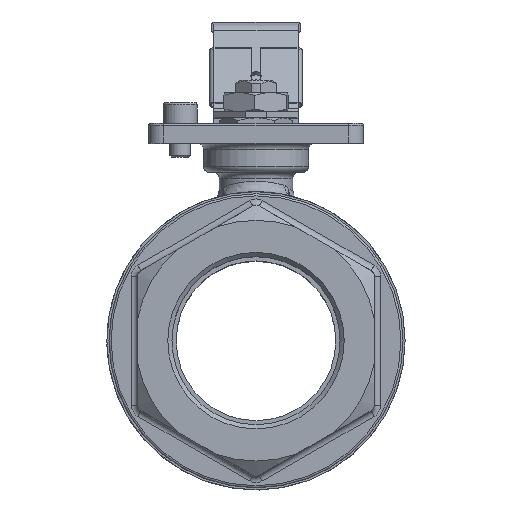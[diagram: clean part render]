
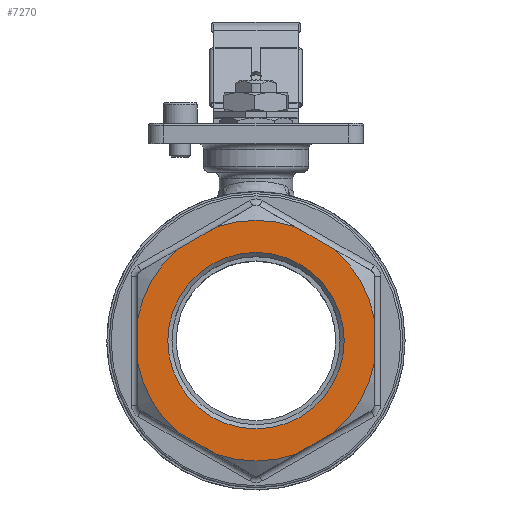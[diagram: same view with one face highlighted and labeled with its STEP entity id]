
A CAD part, top view. The second image highlights one B-rep face of the part: STEP entity #7270.
In plain terms, the highlighted planar face has unit normal (0, 0, 1).
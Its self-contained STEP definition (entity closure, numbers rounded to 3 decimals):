
#207=PLANE('',#7892);
#436=FACE_BOUND('',#1114,.T.);
#685=FACE_OUTER_BOUND('',#1113,.T.);
#1113=EDGE_LOOP('',(#5101,#5102,#5103,#5104,#5105,#5106,#5107,#5108,#5109,
#5110,#5111,#5112));
#1114=EDGE_LOOP('',(#5113));
#1544=CIRCLE('',#7888,42.);
#1547=CIRCLE('',#7893,57.297);
#1548=CIRCLE('',#7894,57.297);
#1549=CIRCLE('',#7895,57.297);
#1550=CIRCLE('',#7896,57.297);
#1551=CIRCLE('',#7897,57.297);
#1552=CIRCLE('',#7898,57.297);
#1891=LINE('',#12182,#2460);
#1892=LINE('',#12186,#2461);
#1893=LINE('',#12190,#2462);
#1894=LINE('',#12194,#2463);
#1895=LINE('',#12198,#2464);
#1896=LINE('',#12201,#2465);
#2460=VECTOR('',#8814,10.);
#2461=VECTOR('',#8817,10.);
#2462=VECTOR('',#8820,10.);
#2463=VECTOR('',#8823,10.);
#2464=VECTOR('',#8826,10.);
#2465=VECTOR('',#8829,10.);
#3083=VERTEX_POINT('',#12168);
#3086=VERTEX_POINT('',#12178);
#3087=VERTEX_POINT('',#12179);
#3088=VERTEX_POINT('',#12181);
#3089=VERTEX_POINT('',#12183);
#3090=VERTEX_POINT('',#12185);
#3091=VERTEX_POINT('',#12187);
#3092=VERTEX_POINT('',#12189);
#3093=VERTEX_POINT('',#12191);
#3094=VERTEX_POINT('',#12193);
#3095=VERTEX_POINT('',#12195);
#3096=VERTEX_POINT('',#12197);
#3097=VERTEX_POINT('',#12199);
#3818=EDGE_CURVE('',#3083,#3083,#1544,.T.);
#3823=EDGE_CURVE('',#3086,#3087,#1547,.T.);
#3824=EDGE_CURVE('',#3087,#3088,#1891,.T.);
#3825=EDGE_CURVE('',#3088,#3089,#1548,.T.);
#3826=EDGE_CURVE('',#3089,#3090,#1892,.T.);
#3827=EDGE_CURVE('',#3090,#3091,#1549,.T.);
#3828=EDGE_CURVE('',#3091,#3092,#1893,.T.);
#3829=EDGE_CURVE('',#3092,#3093,#1550,.T.);
#3830=EDGE_CURVE('',#3093,#3094,#1894,.T.);
#3831=EDGE_CURVE('',#3094,#3095,#1551,.T.);
#3832=EDGE_CURVE('',#3095,#3096,#1895,.T.);
#3833=EDGE_CURVE('',#3096,#3097,#1552,.T.);
#3834=EDGE_CURVE('',#3097,#3086,#1896,.T.);
#5101=ORIENTED_EDGE('',*,*,#3823,.T.);
#5102=ORIENTED_EDGE('',*,*,#3824,.T.);
#5103=ORIENTED_EDGE('',*,*,#3825,.T.);
#5104=ORIENTED_EDGE('',*,*,#3826,.T.);
#5105=ORIENTED_EDGE('',*,*,#3827,.T.);
#5106=ORIENTED_EDGE('',*,*,#3828,.T.);
#5107=ORIENTED_EDGE('',*,*,#3829,.T.);
#5108=ORIENTED_EDGE('',*,*,#3830,.T.);
#5109=ORIENTED_EDGE('',*,*,#3831,.T.);
#5110=ORIENTED_EDGE('',*,*,#3832,.T.);
#5111=ORIENTED_EDGE('',*,*,#3833,.T.);
#5112=ORIENTED_EDGE('',*,*,#3834,.T.);
#5113=ORIENTED_EDGE('',*,*,#3818,.F.);
#7270=ADVANCED_FACE('',(#685,#436),#207,.T.);
#7888=AXIS2_PLACEMENT_3D('',#12169,#8800,#8801);
#7892=AXIS2_PLACEMENT_3D('',#12177,#8810,#8811);
#7893=AXIS2_PLACEMENT_3D('',#12180,#8812,#8813);
#7894=AXIS2_PLACEMENT_3D('',#12184,#8815,#8816);
#7895=AXIS2_PLACEMENT_3D('',#12188,#8818,#8819);
#7896=AXIS2_PLACEMENT_3D('',#12192,#8821,#8822);
#7897=AXIS2_PLACEMENT_3D('',#12196,#8824,#8825);
#7898=AXIS2_PLACEMENT_3D('',#12200,#8827,#8828);
#8800=DIRECTION('center_axis',(0.,0.,1.));
#8801=DIRECTION('ref_axis',(-1.,0.,0.));
#8810=DIRECTION('center_axis',(0.,0.,1.));
#8811=DIRECTION('ref_axis',(1.,0.,0.));
#8812=DIRECTION('center_axis',(0.,0.,1.));
#8813=DIRECTION('ref_axis',(0.,1.,0.));
#8814=DIRECTION('',(0.,-1.,0.));
#8815=DIRECTION('center_axis',(0.,0.,1.));
#8816=DIRECTION('ref_axis',(0.,1.,0.));
#8817=DIRECTION('',(0.866,-0.5,0.));
#8818=DIRECTION('center_axis',(0.,0.,1.));
#8819=DIRECTION('ref_axis',(0.,1.,0.));
#8820=DIRECTION('',(0.866,0.5,0.));
#8821=DIRECTION('center_axis',(0.,0.,1.));
#8822=DIRECTION('ref_axis',(0.,1.,0.));
#8823=DIRECTION('',(0.,1.,0.));
#8824=DIRECTION('center_axis',(0.,0.,1.));
#8825=DIRECTION('ref_axis',(0.,1.,0.));
#8826=DIRECTION('',(-0.866,0.5,0.));
#8827=DIRECTION('center_axis',(0.,0.,1.));
#8828=DIRECTION('ref_axis',(0.,1.,0.));
#8829=DIRECTION('',(-0.866,-0.5,0.));
#12168=CARTESIAN_POINT('',(42.,0.,35.));
#12169=CARTESIAN_POINT('Origin',(0.,0.,35.));
#12177=CARTESIAN_POINT('Origin',(0.,0.,
35.));
#12178=CARTESIAN_POINT('',(-37.399,43.408,35.));
#12179=CARTESIAN_POINT('',(-56.292,10.685,35.));
#12180=CARTESIAN_POINT('Origin',(0.,0.,35.));
#12181=CARTESIAN_POINT('',(-56.292,-10.685,35.));
#12182=CARTESIAN_POINT('',(-56.292,32.5,35.));
#12183=CARTESIAN_POINT('',(-37.399,-43.408,35.));
#12184=CARTESIAN_POINT('Origin',(0.,0.,35.));
#12185=CARTESIAN_POINT('',(-18.893,-54.092,35.));
#12186=CARTESIAN_POINT('',(-56.292,-32.5,35.));
#12187=CARTESIAN_POINT('',(18.893,-54.092,35.));
#12188=CARTESIAN_POINT('Origin',(0.,0.,35.));
#12189=CARTESIAN_POINT('',(37.399,-43.408,35.));
#12190=CARTESIAN_POINT('',(0.,-65.,35.));
#12191=CARTESIAN_POINT('',(56.292,-10.685,35.));
#12192=CARTESIAN_POINT('Origin',(0.,0.,35.));
#12193=CARTESIAN_POINT('',(56.292,10.685,35.));
#12194=CARTESIAN_POINT('',(56.292,-32.5,35.));
#12195=CARTESIAN_POINT('',(37.399,43.408,35.));
#12196=CARTESIAN_POINT('Origin',(0.,0.,35.));
#12197=CARTESIAN_POINT('',(18.893,54.092,35.));
#12198=CARTESIAN_POINT('',(56.292,32.5,35.));
#12199=CARTESIAN_POINT('',(-18.893,54.092,35.));
#12200=CARTESIAN_POINT('Origin',(0.,0.,35.));
#12201=CARTESIAN_POINT('',(0.,65.,35.));
